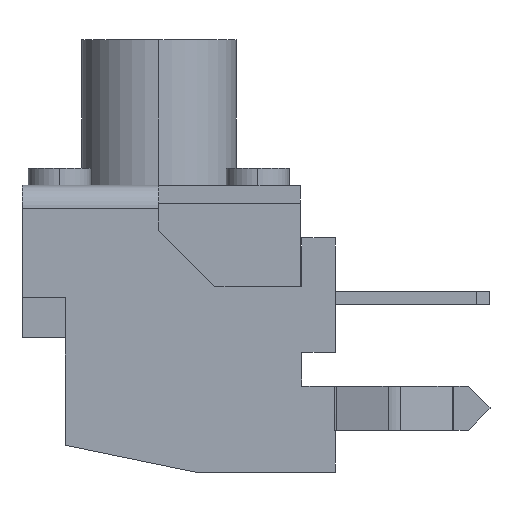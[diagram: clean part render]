
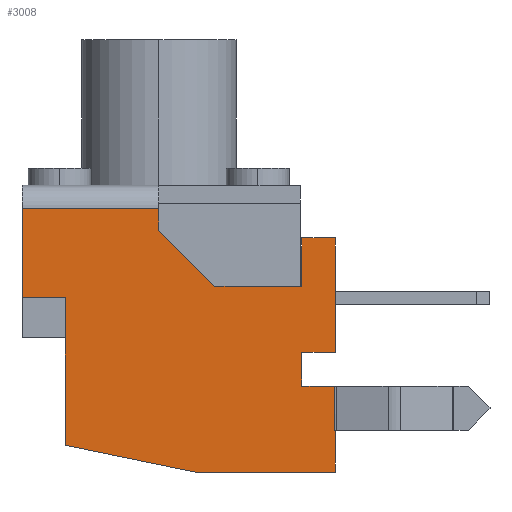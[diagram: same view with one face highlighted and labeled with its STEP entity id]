
A CAD part, left-side view. The second image highlights one B-rep face of the part: STEP entity #3008.
In plain terms, the highlighted planar face has unit normal (-1, 0, 0).
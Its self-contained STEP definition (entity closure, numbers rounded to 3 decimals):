
#7 = EDGE_CURVE ( 'NONE', #2369, #2603, #3825, .T. ) ;
#81 = LINE ( 'NONE', #2089, #3052 ) ;
#99 = DIRECTION ( 'NONE',  ( 0., 1., 0. ) ) ;
#104 = VECTOR ( 'NONE', #933, 1000. ) ;
#137 = LINE ( 'NONE', #1108, #1308 ) ;
#220 = VERTEX_POINT ( 'NONE', #1542 ) ;
#237 = DIRECTION ( 'NONE',  ( 0., 0., -1. ) ) ;
#259 = DIRECTION ( 'NONE',  ( 0., 0., 1. ) ) ;
#304 = ORIENTED_EDGE ( 'NONE', *, *, #913, .F. ) ;
#360 = CARTESIAN_POINT ( 'NONE',  ( -3.75, 0.017, -2. ) ) ;
#379 = CARTESIAN_POINT ( 'NONE',  ( -3.751, 0., -3. ) ) ;
#383 = DIRECTION ( 'NONE',  ( 1., 0., 0. ) ) ;
#404 = EDGE_LOOP ( 'NONE', ( #1711, #304, #2613, #952, #1526, #3236, #2321, #2188, #778, #2129, #965, #1478, #2800, #1854, #2196, #3551, #2348, #1243 ) ) ;
#481 = VECTOR ( 'NONE', #259, 1000. ) ;
#511 = CARTESIAN_POINT ( 'NONE',  ( -3.75, 7.1, 0. ) ) ;
#531 = CARTESIAN_POINT ( 'NONE',  ( -3.75, 7.1, 0.264 ) ) ;
#578 = VERTEX_POINT ( 'NONE', #1119 ) ;
#596 = LINE ( 'NONE', #783, #999 ) ;
#632 = LINE ( 'NONE', #2688, #481 ) ;
#778 = ORIENTED_EDGE ( 'NONE', *, *, #2552, .F. ) ;
#779 = VECTOR ( 'NONE', #1286, 1000. ) ;
#783 = CARTESIAN_POINT ( 'NONE',  ( -3.75, 4., 2.144 ) ) ;
#803 = VERTEX_POINT ( 'NONE', #940 ) ;
#813 = VECTOR ( 'NONE', #1944, 1000. ) ;
#885 = VECTOR ( 'NONE', #3194, 1000. ) ;
#913 = EDGE_CURVE ( 'NONE', #2274, #2856, #2751, .T. ) ;
#933 = DIRECTION ( 'NONE',  ( 0., 0., -1. ) ) ;
#934 = LINE ( 'NONE', #1165, #2360 ) ;
#940 = CARTESIAN_POINT ( 'NONE',  ( -3.75, 0., -1.238 ) ) ;
#949 = CARTESIAN_POINT ( 'NONE',  ( -3.75, 0.762, -2. ) ) ;
#952 = ORIENTED_EDGE ( 'NONE', *, *, #2913, .F. ) ;
#965 = ORIENTED_EDGE ( 'NONE', *, *, #2864, .T. ) ;
#977 = VECTOR ( 'NONE', #3103, 1000. ) ;
#999 = VECTOR ( 'NONE', #237, 1000. ) ;
#1036 = AXIS2_PLACEMENT_3D ( 'NONE', #3130, #383, #99 ) ;
#1108 = CARTESIAN_POINT ( 'NONE',  ( -3.75, 5.855, 3.389 ) ) ;
#1119 = CARTESIAN_POINT ( 'NONE',  ( -3.75, 7.1, 0. ) ) ;
#1139 = CARTESIAN_POINT ( 'NONE',  ( -3.75, 0.017, -3. ) ) ;
#1153 = EDGE_CURVE ( 'NONE', #3374, #3410, #596, .T. ) ;
#1165 = CARTESIAN_POINT ( 'NONE',  ( -3.75, 0., 2.55 ) ) ;
#1243 = ORIENTED_EDGE ( 'NONE', *, *, #3808, .F. ) ;
#1286 = DIRECTION ( 'NONE',  ( 0., 0., -1. ) ) ;
#1288 = EDGE_CURVE ( 'NONE', #2856, #3276, #2034, .T. ) ;
#1308 = VECTOR ( 'NONE', #3503, 1000. ) ;
#1314 = CARTESIAN_POINT ( 'NONE',  ( -3.75, 0.762, 0.264 ) ) ;
#1429 = DIRECTION ( 'NONE',  ( 0., 0., 1. ) ) ;
#1478 = ORIENTED_EDGE ( 'NONE', *, *, #1880, .F. ) ;
#1484 = LINE ( 'NONE', #511, #1869 ) ;
#1526 = ORIENTED_EDGE ( 'NONE', *, *, #2233, .F. ) ;
#1542 = CARTESIAN_POINT ( 'NONE',  ( -3.75, 7.1, 2.017 ) ) ;
#1572 = VERTEX_POINT ( 'NONE', #2055 ) ;
#1669 = CARTESIAN_POINT ( 'NONE',  ( -3.75, 3.175, -3.95 ) ) ;
#1711 = ORIENTED_EDGE ( 'NONE', *, *, #1288, .F. ) ;
#1725 = EDGE_CURVE ( 'NONE', #3635, #2928, #3759, .T. ) ;
#1745 = LINE ( 'NONE', #3495, #885 ) ;
#1794 = DIRECTION ( 'NONE',  ( 0., 0.979, 0.203 ) ) ;
#1854 = ORIENTED_EDGE ( 'NONE', *, *, #2133, .F. ) ;
#1859 = VERTEX_POINT ( 'NONE', #3483 ) ;
#1869 = VECTOR ( 'NONE', #2051, 1000. ) ;
#1880 = EDGE_CURVE ( 'NONE', #578, #220, #1745, .T. ) ;
#1921 = VECTOR ( 'NONE', #3615, 1000. ) ;
#1944 = DIRECTION ( 'NONE',  ( 0., 1., 0. ) ) ;
#2010 = DIRECTION ( 'NONE',  ( 0., 0., -1. ) ) ;
#2034 = LINE ( 'NONE', #360, #104 ) ;
#2051 = DIRECTION ( 'NONE',  ( 0., 1., 0. ) ) ;
#2055 = CARTESIAN_POINT ( 'NONE',  ( -3.75, 0.762, -1.238 ) ) ;
#2074 = EDGE_CURVE ( 'NONE', #1572, #2274, #2559, .T. ) ;
#2089 = CARTESIAN_POINT ( 'NONE',  ( -3.75, 6.121, -3.34 ) ) ;
#2129 = ORIENTED_EDGE ( 'NONE', *, *, #1153, .F. ) ;
#2133 = EDGE_CURVE ( 'NONE', #3729, #3773, #632, .T. ) ;
#2139 = CARTESIAN_POINT ( 'NONE',  ( -3.75, 0.017, -2. ) ) ;
#2188 = ORIENTED_EDGE ( 'NONE', *, *, #3320, .F. ) ;
#2196 = ORIENTED_EDGE ( 'NONE', *, *, #3948, .F. ) ;
#2201 = CARTESIAN_POINT ( 'NONE',  ( -3.75, 0., -3.95 ) ) ;
#2225 = EDGE_CURVE ( 'NONE', #2603, #1859, #2644, .T. ) ;
#2233 = EDGE_CURVE ( 'NONE', #1859, #803, #934, .T. ) ;
#2265 = VECTOR ( 'NONE', #2010, 1000. ) ;
#2274 = VERTEX_POINT ( 'NONE', #949 ) ;
#2276 = CARTESIAN_POINT ( 'NONE',  ( -3.75, 6.121, -3.34 ) ) ;
#2321 = ORIENTED_EDGE ( 'NONE', *, *, #7, .F. ) ;
#2327 = CARTESIAN_POINT ( 'NONE',  ( -3.75, 2.73, 0.264 ) ) ;
#2342 = CARTESIAN_POINT ( 'NONE',  ( -3.75, 0.762, -1.238 ) ) ;
#2348 = ORIENTED_EDGE ( 'NONE', *, *, #1725, .F. ) ;
#2360 = VECTOR ( 'NONE', #2698, 1000. ) ;
#2369 = VERTEX_POINT ( 'NONE', #1314 ) ;
#2402 = CARTESIAN_POINT ( 'NONE',  ( -3.75, 7.1, 1.356 ) ) ;
#2552 = EDGE_CURVE ( 'NONE', #3410, #3893, #137, .T. ) ;
#2559 = LINE ( 'NONE', #2342, #2265 ) ;
#2603 = VERTEX_POINT ( 'NONE', #3809 ) ;
#2613 = ORIENTED_EDGE ( 'NONE', *, *, #2074, .F. ) ;
#2624 = CARTESIAN_POINT ( 'NONE',  ( -3.75, 0.011, -3. ) ) ;
#2635 = CARTESIAN_POINT ( 'NONE',  ( -3.751, 0., -3. ) ) ;
#2644 = LINE ( 'NONE', #2402, #3217 ) ;
#2688 = CARTESIAN_POINT ( 'NONE',  ( -3.75, 6.121, 0. ) ) ;
#2689 = VECTOR ( 'NONE', #3939, 1000. ) ;
#2698 = DIRECTION ( 'NONE',  ( 0., 0., -1. ) ) ;
#2731 = LINE ( 'NONE', #531, #1921 ) ;
#2751 = LINE ( 'NONE', #3805, #3415 ) ;
#2755 = VECTOR ( 'NONE', #1429, 1000. ) ;
#2781 = LINE ( 'NONE', #3386, #977 ) ;
#2800 = ORIENTED_EDGE ( 'NONE', *, *, #3905, .F. ) ;
#2856 = VERTEX_POINT ( 'NONE', #2139 ) ;
#2864 = EDGE_CURVE ( 'NONE', #3374, #220, #3447, .T. ) ;
#2870 = VERTEX_POINT ( 'NONE', #3051 ) ;
#2913 = EDGE_CURVE ( 'NONE', #803, #1572, #2781, .T. ) ;
#2928 = VERTEX_POINT ( 'NONE', #2201 ) ;
#2932 = CARTESIAN_POINT ( 'NONE',  ( -3.75, 6.121, 0. ) ) ;
#2962 = FACE_OUTER_BOUND ( 'NONE', #404, .T. ) ;
#3008 = ADVANCED_FACE ( 'NONE', ( #2962 ), #3468, .F. ) ;
#3051 = CARTESIAN_POINT ( 'NONE',  ( -3.75, 3.175, -3.95 ) ) ;
#3052 = VECTOR ( 'NONE', #1794, 1000. ) ;
#3103 = DIRECTION ( 'NONE',  ( 0., 1., 0. ) ) ;
#3130 = CARTESIAN_POINT ( 'NONE',  ( -3.75, 0., 2.55 ) ) ;
#3139 = B_SPLINE_CURVE_WITH_KNOTS ( 'NONE', 3,
 ( #3879, #2624, #3549, #2635 ),
 .UNSPECIFIED., .F., .F.,
 ( 4, 4 ),
 ( 0., 1. ),
 .UNSPECIFIED. ) ;
#3194 = DIRECTION ( 'NONE',  ( 0., 0., 1. ) ) ;
#3217 = VECTOR ( 'NONE', #3331, 1000. ) ;
#3236 = ORIENTED_EDGE ( 'NONE', *, *, #2225, .F. ) ;
#3276 = VERTEX_POINT ( 'NONE', #1139 ) ;
#3279 = CARTESIAN_POINT ( 'NONE',  ( -3.75, 4., 1.534 ) ) ;
#3286 = LINE ( 'NONE', #1669, #813 ) ;
#3320 = EDGE_CURVE ( 'NONE', #3893, #2369, #2731, .T. ) ;
#3331 = DIRECTION ( 'NONE',  ( 0., -1., 0. ) ) ;
#3374 = VERTEX_POINT ( 'NONE', #3906 ) ;
#3386 = CARTESIAN_POINT ( 'NONE',  ( -3.75, 0.762, -1.238 ) ) ;
#3410 = VERTEX_POINT ( 'NONE', #3279 ) ;
#3415 = VECTOR ( 'NONE', #3777, 1000. ) ;
#3447 = LINE ( 'NONE', #3637, #2689 ) ;
#3468 = PLANE ( 'NONE',  #1036 ) ;
#3483 = CARTESIAN_POINT ( 'NONE',  ( -3.75, 0., 1.356 ) ) ;
#3495 = CARTESIAN_POINT ( 'NONE',  ( -3.75, 7.1, 2.55 ) ) ;
#3503 = DIRECTION ( 'NONE',  ( 0., -0.707, -0.707 ) ) ;
#3549 = CARTESIAN_POINT ( 'NONE',  ( -3.75, 0.006, -3. ) ) ;
#3551 = ORIENTED_EDGE ( 'NONE', *, *, #3710, .F. ) ;
#3615 = DIRECTION ( 'NONE',  ( 0., -1., 0. ) ) ;
#3635 = VERTEX_POINT ( 'NONE', #379 ) ;
#3637 = CARTESIAN_POINT ( 'NONE',  ( -3.75, 0., 2.017 ) ) ;
#3659 = CARTESIAN_POINT ( 'NONE',  ( -3.75, 0., -2. ) ) ;
#3710 = EDGE_CURVE ( 'NONE', #2928, #2870, #3286, .T. ) ;
#3729 = VERTEX_POINT ( 'NONE', #2276 ) ;
#3759 = LINE ( 'NONE', #3659, #779 ) ;
#3773 = VERTEX_POINT ( 'NONE', #2932 ) ;
#3777 = DIRECTION ( 'NONE',  ( 0., -1., 0. ) ) ;
#3805 = CARTESIAN_POINT ( 'NONE',  ( -3.75, 0.762, -2. ) ) ;
#3808 = EDGE_CURVE ( 'NONE', #3276, #3635, #3139, .T. ) ;
#3809 = CARTESIAN_POINT ( 'NONE',  ( -3.75, 0.762, 1.356 ) ) ;
#3825 = LINE ( 'NONE', #3876, #2755 ) ;
#3876 = CARTESIAN_POINT ( 'NONE',  ( -3.75, 0.762, 2.144 ) ) ;
#3879 = CARTESIAN_POINT ( 'NONE',  ( -3.75, 0.017, -3. ) ) ;
#3893 = VERTEX_POINT ( 'NONE', #2327 ) ;
#3905 = EDGE_CURVE ( 'NONE', #3773, #578, #1484, .T. ) ;
#3906 = CARTESIAN_POINT ( 'NONE',  ( -3.75, 4., 2.017 ) ) ;
#3939 = DIRECTION ( 'NONE',  ( 0., 1., 0. ) ) ;
#3948 = EDGE_CURVE ( 'NONE', #2870, #3729, #81, .T. ) ;
